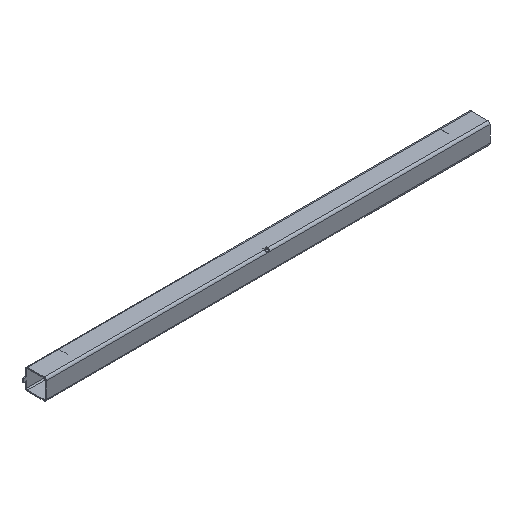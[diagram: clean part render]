
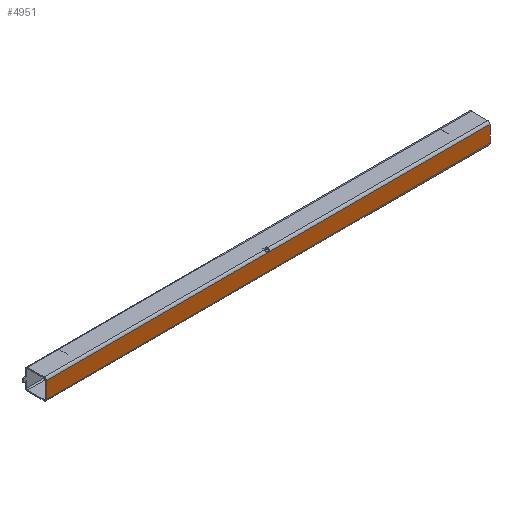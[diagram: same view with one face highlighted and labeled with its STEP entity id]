
A CAD part, isometric view. The second image highlights one B-rep face of the part: STEP entity #4951.
In plain terms, the highlighted planar face has unit normal (0, -1, 0).
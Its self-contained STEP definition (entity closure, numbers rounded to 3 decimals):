
#31 = ORIENTED_EDGE ( 'NONE', *, *, #447, .F. ) ;
#377 = CARTESIAN_POINT ( 'NONE',  ( 1290., -30., 23.6 ) ) ;
#447 = EDGE_CURVE ( 'NONE', #918, #974, #2140, .T. ) ;
#610 = CARTESIAN_POINT ( 'NONE',  ( 10., -30., 23.6 ) ) ;
#691 = DIRECTION ( 'NONE',  ( -1., 0., 0. ) ) ;
#732 = EDGE_CURVE ( 'NONE', #2275, #918, #6346, .T. ) ;
#918 = VERTEX_POINT ( 'NONE', #377 ) ;
#974 = VERTEX_POINT ( 'NONE', #5525 ) ;
#1124 = DIRECTION ( 'NONE',  ( 0., 0., -1. ) ) ;
#1162 = LINE ( 'NONE', #4314, #5935 ) ;
#1193 = VERTEX_POINT ( 'NONE', #1627 ) ;
#1235 = VECTOR ( 'NONE', #4885, 1000. ) ;
#1627 = CARTESIAN_POINT ( 'NONE',  ( 10., -30., -23.6 ) ) ;
#1636 = CARTESIAN_POINT ( 'NONE',  ( 10., -30., -23.6 ) ) ;
#1815 = CARTESIAN_POINT ( 'NONE',  ( -20., -30., 23.6 ) ) ;
#1849 = ORIENTED_EDGE ( 'NONE', *, *, #4215, .F. ) ;
#2022 = ORIENTED_EDGE ( 'NONE', *, *, #5633, .F. ) ;
#2140 = LINE ( 'NONE', #5765, #2309 ) ;
#2275 = VERTEX_POINT ( 'NONE', #610 ) ;
#2292 = PLANE ( 'NONE',  #2795 ) ;
#2309 = VECTOR ( 'NONE', #1124, 1000. ) ;
#2604 = VECTOR ( 'NONE', #3656, 1000. ) ;
#2795 = AXIS2_PLACEMENT_3D ( 'NONE', #1815, #3356, #5922 ) ;
#3031 = EDGE_LOOP ( 'NONE', ( #1849, #31, #6572, #2022 ) ) ;
#3356 = DIRECTION ( 'NONE',  ( 0., 1., 0. ) ) ;
#3402 = CARTESIAN_POINT ( 'NONE',  ( -20., -30., 23.6 ) ) ;
#3656 = DIRECTION ( 'NONE',  ( 0., 0., 1. ) ) ;
#4215 = EDGE_CURVE ( 'NONE', #974, #1193, #1162, .T. ) ;
#4314 = CARTESIAN_POINT ( 'NONE',  ( -20., -30., -23.6 ) ) ;
#4438 = FACE_OUTER_BOUND ( 'NONE', #3031, .T. ) ;
#4885 = DIRECTION ( 'NONE',  ( 1., 0., 0. ) ) ;
#4951 = ADVANCED_FACE ( 'NONE', ( #4438 ), #2292, .F. ) ;
#5525 = CARTESIAN_POINT ( 'NONE',  ( 1290., -30., -23.6 ) ) ;
#5633 = EDGE_CURVE ( 'NONE', #1193, #2275, #5802, .T. ) ;
#5765 = CARTESIAN_POINT ( 'NONE',  ( 1290., -30., 23.6 ) ) ;
#5802 = LINE ( 'NONE', #1636, #2604 ) ;
#5922 = DIRECTION ( 'NONE',  ( 0., 0., -1. ) ) ;
#5935 = VECTOR ( 'NONE', #691, 1000. ) ;
#6346 = LINE ( 'NONE', #3402, #1235 ) ;
#6572 = ORIENTED_EDGE ( 'NONE', *, *, #732, .F. ) ;
